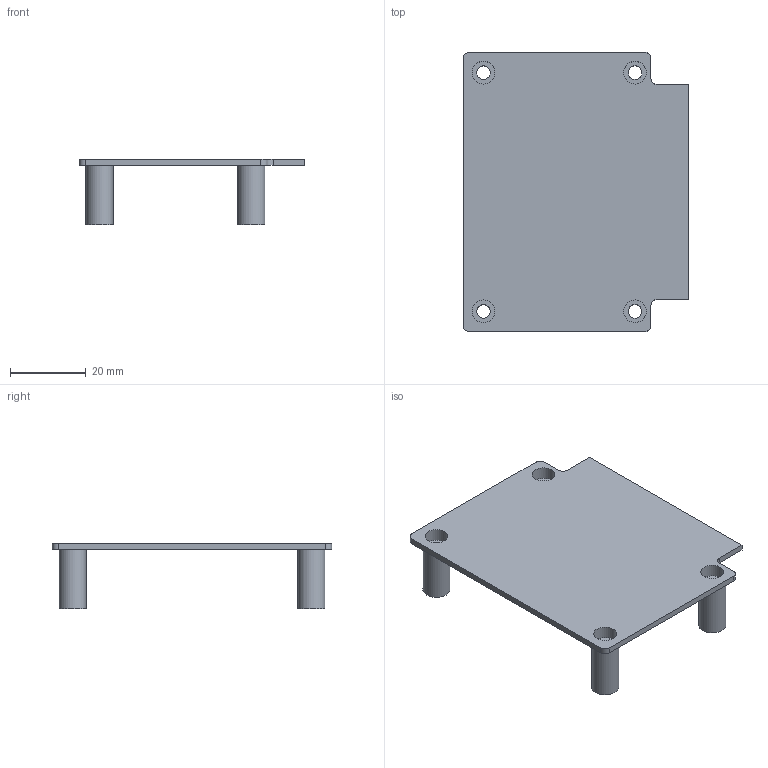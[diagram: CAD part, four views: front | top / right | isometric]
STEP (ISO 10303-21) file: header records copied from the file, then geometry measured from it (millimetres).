
FILE_DESCRIPTION(('FreeCAD Model'),'2;1');
FILE_NAME('Open CASCADE Shape Model','2024-03-25T23:48:26',(''),(''), 'Open CASCADE STEP processor 7.6','Ondsel','Unknown');
FILE_SCHEMA(('AUTOMOTIVE_DESIGN { 1 0 10303 214 1 1 1 1 }'));
Length unit declared in the file: millimetre
Products named in the file (1): CaseLid
Bounding box: 59.6 x 73.8 x 17.2 mm (x, y, z)
Volume: 8358 mm3; surface area: 11085.7 mm2
Topology: 1 solids, 1 shells, 36 faces, 78 edges, 52 vertices
Faces by surface type: cylinder 18, plane 18
Full cylindrical faces by diameter (mm): 3.6 x4, 6 x4, 7.2 x4
Entity records: 1036 total; most frequent: DIRECTION 188, CARTESIAN_POINT 167, ORIENTED_EDGE 156, EDGE_CURVE 78, AXIS2_PLACEMENT_3D 73, FACE_BOUND 52, EDGE_LOOP 52, VERTEX_POINT 52
